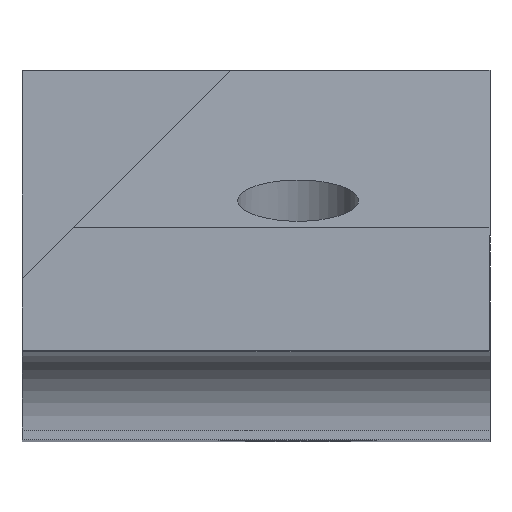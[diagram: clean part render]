
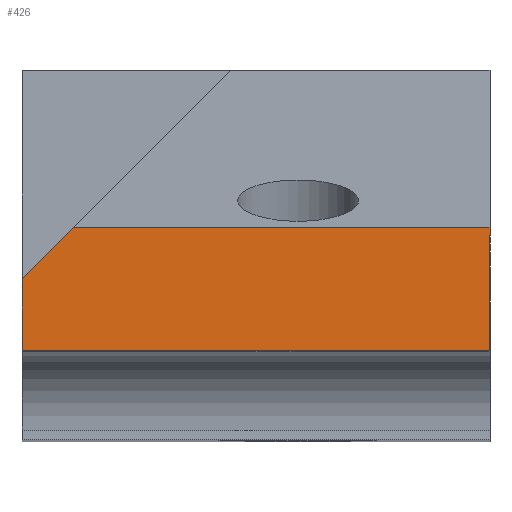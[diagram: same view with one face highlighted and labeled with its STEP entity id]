
A CAD part, top view. The second image highlights one B-rep face of the part: STEP entity #426.
In plain terms, the highlighted planar face has unit normal (0, 0, 1).
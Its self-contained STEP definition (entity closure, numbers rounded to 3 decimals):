
#36=PLANE('',#487);
#57=FACE_OUTER_BOUND('',#83,.T.);
#83=EDGE_LOOP('',(#384,#385,#386,#387,#388));
#94=LINE('',#631,#135);
#108=LINE('',#676,#149);
#112=LINE('',#690,#153);
#120=LINE('',#710,#161);
#127=LINE('',#730,#168);
#135=VECTOR('',#508,2.032);
#149=VECTOR('',#542,10.);
#153=VECTOR('',#554,2.032);
#161=VECTOR('',#576,10.);
#168=VECTOR('',#603,10.);
#192=VERTEX_POINT('',#628);
#193=VERTEX_POINT('',#630);
#208=VERTEX_POINT('',#674);
#214=VERTEX_POINT('',#688);
#219=VERTEX_POINT('',#709);
#232=EDGE_CURVE('',#192,#193,#94,.T.);
#253=EDGE_CURVE('',#192,#208,#108,.T.);
#260=EDGE_CURVE('',#214,#208,#112,.T.);
#270=EDGE_CURVE('',#193,#219,#120,.T.);
#280=EDGE_CURVE('',#219,#214,#127,.F.);
#384=ORIENTED_EDGE('',*,*,#280,.F.);
#385=ORIENTED_EDGE('',*,*,#270,.F.);
#386=ORIENTED_EDGE('',*,*,#232,.F.);
#387=ORIENTED_EDGE('',*,*,#253,.T.);
#388=ORIENTED_EDGE('',*,*,#260,.F.);
#426=ADVANCED_FACE('',(#57),#36,.F.);
#487=AXIS2_PLACEMENT_3D('',#729,#601,#602);
#508=DIRECTION('',(0.,1.,0.));
#542=DIRECTION('',(1.,0.,0.));
#554=DIRECTION('',(0.,-1.,0.));
#576=DIRECTION('',(0.707,0.707,0.));
#601=DIRECTION('center_axis',(0.,0.,-1.));
#602=DIRECTION('ref_axis',(-1.,0.,0.));
#603=DIRECTION('',(-1.,0.,0.));
#628=CARTESIAN_POINT('',(-4.648,1.918,18.943));
#630=CARTESIAN_POINT('',(-4.648,3.377,18.943));
#631=CARTESIAN_POINT('',(-4.648,1.778,18.943));
#674=CARTESIAN_POINT('',(4.853,1.918,18.943));
#676=CARTESIAN_POINT('',(4.648,1.918,18.943));
#688=CARTESIAN_POINT('',(4.853,4.42,18.943));
#690=CARTESIAN_POINT('',(4.853,1.778,18.943));
#709=CARTESIAN_POINT('',(-3.605,4.42,18.943));
#710=CARTESIAN_POINT('',(-7.264,0.761,18.943));
#729=CARTESIAN_POINT('Origin',(-4.648,-13.219,18.943));
#730=CARTESIAN_POINT('',(-2.243,4.42,18.943));
